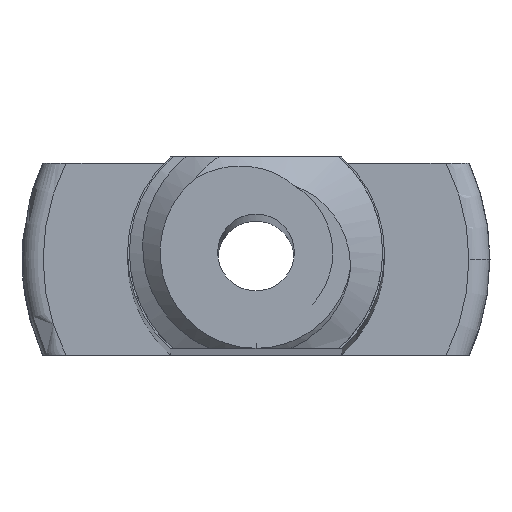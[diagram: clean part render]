
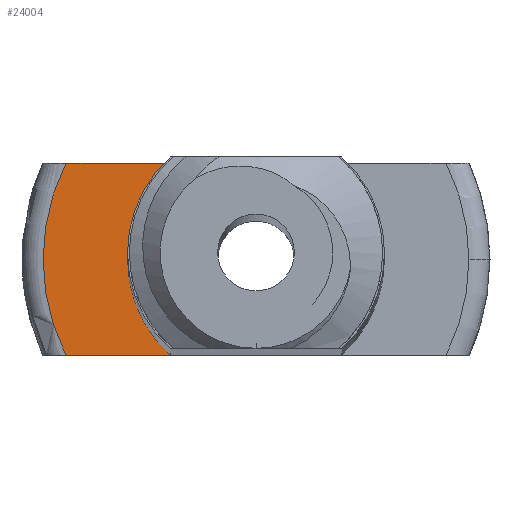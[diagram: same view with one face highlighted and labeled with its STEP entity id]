
A CAD part, top view. The second image highlights one B-rep face of the part: STEP entity #24004.
In plain terms, the highlighted planar face has unit normal (0, 0, 1).
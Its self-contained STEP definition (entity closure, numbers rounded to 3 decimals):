
#6754 = PLANE('',#6755);
#6755 = AXIS2_PLACEMENT_3D('',#6756,#6757,#6758);
#6756 = CARTESIAN_POINT('',(-12.5,-2.5,200.));
#6757 = DIRECTION('',(0.,1.,0.));
#6758 = DIRECTION('',(-1.,0.,0.));
#7543 = PLANE('',#7544);
#7544 = AXIS2_PLACEMENT_3D('',#7545,#7546,#7547);
#7545 = CARTESIAN_POINT('',(-12.5,2.5,200.));
#7546 = DIRECTION('',(0.,-1.,0.));
#7547 = DIRECTION('',(1.,0.,0.));
#9226 = VERTEX_POINT('',#9227);
#9227 = CARTESIAN_POINT('',(-2.23,-2.5,0.));
#9241 = CYLINDRICAL_SURFACE('',#9242,3.35);
#9242 = AXIS2_PLACEMENT_3D('',#9243,#9244,#9245);
#9243 = CARTESIAN_POINT('',(0.,0.,
    95.475));
#9244 = DIRECTION('',(0.,0.,-1.));
#9245 = DIRECTION('',(1.,0.,0.));
#9253 = EDGE_CURVE('',#9254,#9226,#9256,.T.);
#9254 = VERTEX_POINT('',#9255);
#9255 = CARTESIAN_POINT('',(-4.955,-2.5,0.));
#9256 = SURFACE_CURVE('',#9257,(#9261,#9268),.PCURVE_S1.);
#9257 = LINE('',#9258,#9259);
#9258 = CARTESIAN_POINT('',(-6.25,-2.5,0.));
#9259 = VECTOR('',#9260,1.);
#9260 = DIRECTION('',(1.,0.,0.));
#9261 = PCURVE('',#6754,#9262);
#9262 = DEFINITIONAL_REPRESENTATION('',(#9263),#9267);
#9263 = LINE('',#9264,#9265);
#9264 = CARTESIAN_POINT('',(-6.25,-200.));
#9265 = VECTOR('',#9266,1.);
#9266 = DIRECTION('',(-1.,0.));
#9267 = ( GEOMETRIC_REPRESENTATION_CONTEXT(2) 
PARAMETRIC_REPRESENTATION_CONTEXT() REPRESENTATION_CONTEXT('2D SPACE',''
  ) );
#9268 = PCURVE('',#9269,#9274);
#9269 = PLANE('',#9270);
#9270 = AXIS2_PLACEMENT_3D('',#9271,#9272,#9273);
#9271 = CARTESIAN_POINT('',(0.,0.,
    0.));
#9272 = DIRECTION('',(0.,0.,-1.));
#9273 = DIRECTION('',(1.,0.,0.));
#9274 = DEFINITIONAL_REPRESENTATION('',(#9275),#9279);
#9275 = LINE('',#9276,#9277);
#9276 = CARTESIAN_POINT('',(-6.25,2.5));
#9277 = VECTOR('',#9278,1.);
#9278 = DIRECTION('',(1.,0.));
#9279 = ( GEOMETRIC_REPRESENTATION_CONTEXT(2) 
PARAMETRIC_REPRESENTATION_CONTEXT() REPRESENTATION_CONTEXT('2D SPACE',''
  ) );
#9335 = TOROIDAL_SURFACE('',#9336,5.55,0.55);
#9336 = AXIS2_PLACEMENT_3D('',#9337,#9338,#9339);
#9337 = CARTESIAN_POINT('',(0.,0.,-0.55)
  );
#9338 = DIRECTION('',(0.,0.,1.));
#9339 = DIRECTION('',(1.,0.,0.));
#22722 = VERTEX_POINT('',#22723);
#22723 = CARTESIAN_POINT('',(-2.23,2.5,0.));
#22744 = EDGE_CURVE('',#22745,#22722,#22747,.T.);
#22745 = VERTEX_POINT('',#22746);
#22746 = CARTESIAN_POINT('',(-4.955,2.5,0.));
#22747 = SURFACE_CURVE('',#22748,(#22752,#22759),.PCURVE_S1.);
#22748 = LINE('',#22749,#22750);
#22749 = CARTESIAN_POINT('',(-6.25,2.5,0.));
#22750 = VECTOR('',#22751,1.);
#22751 = DIRECTION('',(1.,0.,0.));
#22752 = PCURVE('',#7543,#22753);
#22753 = DEFINITIONAL_REPRESENTATION('',(#22754),#22758);
#22754 = LINE('',#22755,#22756);
#22755 = CARTESIAN_POINT('',(6.25,-200.));
#22756 = VECTOR('',#22757,1.);
#22757 = DIRECTION('',(1.,0.));
#22758 = ( GEOMETRIC_REPRESENTATION_CONTEXT(2) 
PARAMETRIC_REPRESENTATION_CONTEXT() REPRESENTATION_CONTEXT('2D SPACE',''
  ) );
#22759 = PCURVE('',#9269,#22760);
#22760 = DEFINITIONAL_REPRESENTATION('',(#22761),#22765);
#22761 = LINE('',#22762,#22763);
#22762 = CARTESIAN_POINT('',(-6.25,-2.5));
#22763 = VECTOR('',#22764,1.);
#22764 = DIRECTION('',(1.,0.));
#22765 = ( GEOMETRIC_REPRESENTATION_CONTEXT(2) 
PARAMETRIC_REPRESENTATION_CONTEXT() REPRESENTATION_CONTEXT('2D SPACE',''
  ) );
#23933 = EDGE_CURVE('',#9226,#22722,#23934,.T.);
#23934 = SURFACE_CURVE('',#23935,(#23940,#23947),.PCURVE_S1.);
#23935 = CIRCLE('',#23936,3.35);
#23936 = AXIS2_PLACEMENT_3D('',#23937,#23938,#23939);
#23937 = CARTESIAN_POINT('',(0.,0.,
    0.));
#23938 = DIRECTION('',(0.,0.,-1.));
#23939 = DIRECTION('',(1.,0.,0.));
#23940 = PCURVE('',#9241,#23941);
#23941 = DEFINITIONAL_REPRESENTATION('',(#23942),#23946);
#23942 = LINE('',#23943,#23944);
#23943 = CARTESIAN_POINT('',(0.,95.475));
#23944 = VECTOR('',#23945,1.);
#23945 = DIRECTION('',(1.,0.));
#23946 = ( GEOMETRIC_REPRESENTATION_CONTEXT(2) 
PARAMETRIC_REPRESENTATION_CONTEXT() REPRESENTATION_CONTEXT('2D SPACE',''
  ) );
#23947 = PCURVE('',#9269,#23948);
#23948 = DEFINITIONAL_REPRESENTATION('',(#23949),#23953);
#23949 = CIRCLE('',#23950,3.35);
#23950 = AXIS2_PLACEMENT_2D('',#23951,#23952);
#23951 = CARTESIAN_POINT('',(0.,0.));
#23952 = DIRECTION('',(1.,0.));
#23953 = ( GEOMETRIC_REPRESENTATION_CONTEXT(2) 
PARAMETRIC_REPRESENTATION_CONTEXT() REPRESENTATION_CONTEXT('2D SPACE',''
  ) );
#24004 = ADVANCED_FACE('',(#24005),#9269,.F.);
#24005 = FACE_BOUND('',#24006,.T.);
#24006 = EDGE_LOOP('',(#24007,#24008,#24009,#24010));
#24007 = ORIENTED_EDGE('',*,*,#9253,.T.);
#24008 = ORIENTED_EDGE('',*,*,#23933,.T.);
#24009 = ORIENTED_EDGE('',*,*,#22744,.F.);
#24010 = ORIENTED_EDGE('',*,*,#24011,.F.);
#24011 = EDGE_CURVE('',#9254,#22745,#24012,.T.);
#24012 = SURFACE_CURVE('',#24013,(#24018,#24025),.PCURVE_S1.);
#24013 = CIRCLE('',#24014,5.55);
#24014 = AXIS2_PLACEMENT_3D('',#24015,#24016,#24017);
#24015 = CARTESIAN_POINT('',(0.,0.,
    0.));
#24016 = DIRECTION('',(0.,0.,-1.));
#24017 = DIRECTION('',(1.,0.,0.));
#24018 = PCURVE('',#9269,#24019);
#24019 = DEFINITIONAL_REPRESENTATION('',(#24020),#24024);
#24020 = CIRCLE('',#24021,5.55);
#24021 = AXIS2_PLACEMENT_2D('',#24022,#24023);
#24022 = CARTESIAN_POINT('',(0.,0.));
#24023 = DIRECTION('',(1.,0.));
#24024 = ( GEOMETRIC_REPRESENTATION_CONTEXT(2) 
PARAMETRIC_REPRESENTATION_CONTEXT() REPRESENTATION_CONTEXT('2D SPACE',''
  ) );
#24025 = PCURVE('',#9335,#24026);
#24026 = DEFINITIONAL_REPRESENTATION('',(#24027),#24031);
#24027 = LINE('',#24028,#24029);
#24028 = CARTESIAN_POINT('',(-0.,7.854));
#24029 = VECTOR('',#24030,1.);
#24030 = DIRECTION('',(-1.,0.));
#24031 = ( GEOMETRIC_REPRESENTATION_CONTEXT(2) 
PARAMETRIC_REPRESENTATION_CONTEXT() REPRESENTATION_CONTEXT('2D SPACE',''
  ) );
